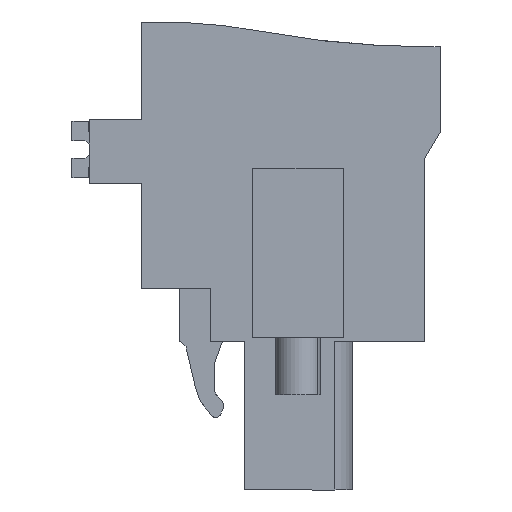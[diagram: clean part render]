
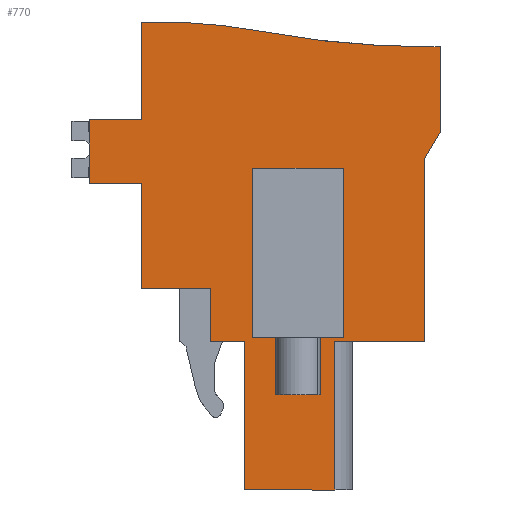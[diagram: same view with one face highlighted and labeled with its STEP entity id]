
A CAD part, left-side view. The second image highlights one B-rep face of the part: STEP entity #770.
In plain terms, the highlighted planar face has unit normal (-1, 0, 0).
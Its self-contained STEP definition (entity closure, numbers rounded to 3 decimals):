
#612=AXIS2_PLACEMENT_3D('Plane Axis2P3D',#609,#610,#611) ;
#625=AXIS2_PLACEMENT_3D('Circle Axis2P3D',#623,#624,$) ;
#632=AXIS2_PLACEMENT_3D('Circle Axis2P3D',#630,#631,$) ;
#49=CARTESIAN_POINT('Vertex',(4.9,12.85,8.35)) ;
#52=CARTESIAN_POINT('Line Origine',(4.9,12.85,9.825)) ;
#56=CARTESIAN_POINT('Vertex',(4.9,12.85,11.3)) ;
#546=CARTESIAN_POINT('Vertex',(4.9,10.937,8.35)) ;
#549=CARTESIAN_POINT('Line Origine',(4.9,11.893,8.35)) ;
#609=CARTESIAN_POINT('Axis2P3D Location',(4.9,3.817,22.4)) ;
#614=CARTESIAN_POINT('Line Origine',(4.9,0.,22.459)) ;
#618=CARTESIAN_POINT('Vertex',(4.9,0.,20.059)) ;
#620=CARTESIAN_POINT('Vertex',(4.9,0.,24.859)) ;
#623=CARTESIAN_POINT('Axis2P3D Location',(4.9,0.92,72.85)) ;
#627=CARTESIAN_POINT('Vertex',(4.9,9.844,25.687)) ;
#630=CARTESIAN_POINT('Axis2P3D Location',(4.9,15.85,-6.057)) ;
#634=CARTESIAN_POINT('Vertex',(4.9,16.75,26.237)) ;
#637=CARTESIAN_POINT('Line Origine',(4.9,16.75,23.494)) ;
#641=CARTESIAN_POINT('Vertex',(4.9,16.75,20.75)) ;
#644=CARTESIAN_POINT('Line Origine',(4.9,18.2,20.75)) ;
#648=CARTESIAN_POINT('Vertex',(4.9,19.65,20.75)) ;
#651=CARTESIAN_POINT('Line Origine',(4.9,19.65,18.975)) ;
#655=CARTESIAN_POINT('Vertex',(4.9,19.65,17.2)) ;
#658=CARTESIAN_POINT('Line Origine',(4.9,18.2,17.2)) ;
#662=CARTESIAN_POINT('Vertex',(4.9,16.75,17.2)) ;
#665=CARTESIAN_POINT('Line Origine',(4.9,16.75,14.25)) ;
#669=CARTESIAN_POINT('Vertex',(4.9,16.75,11.3)) ;
#672=CARTESIAN_POINT('Line Origine',(4.9,14.8,11.3)) ;
#677=CARTESIAN_POINT('Line Origine',(4.9,10.937,4.175)) ;
#681=CARTESIAN_POINT('Vertex',(4.9,10.937,0.)) ;
#684=CARTESIAN_POINT('Line Origine',(4.9,8.414,0.)) ;
#688=CARTESIAN_POINT('Vertex',(4.9,5.891,0.)) ;
#691=CARTESIAN_POINT('Line Origine',(4.9,5.891,4.175)) ;
#695=CARTESIAN_POINT('Vertex',(4.9,5.891,8.35)) ;
#698=CARTESIAN_POINT('Line Origine',(4.9,3.396,8.35)) ;
#702=CARTESIAN_POINT('Vertex',(4.9,0.9,8.35)) ;
#705=CARTESIAN_POINT('Line Origine',(4.9,0.9,13.425)) ;
#709=CARTESIAN_POINT('Vertex',(4.9,0.9,18.5)) ;
#712=CARTESIAN_POINT('Line Origine',(4.9,0.45,19.279)) ;
#736=CARTESIAN_POINT('Line Origine',(4.9,7.964,8.55)) ;
#740=CARTESIAN_POINT('Vertex',(4.9,10.514,8.55)) ;
#742=CARTESIAN_POINT('Vertex',(4.9,5.414,8.55)) ;
#745=CARTESIAN_POINT('Line Origine',(4.9,10.514,13.3)) ;
#749=CARTESIAN_POINT('Vertex',(4.9,10.514,18.05)) ;
#752=CARTESIAN_POINT('Line Origine',(4.9,7.964,18.05)) ;
#756=CARTESIAN_POINT('Vertex',(4.9,5.414,18.05)) ;
#759=CARTESIAN_POINT('Line Origine',(4.9,5.414,13.3)) ;
#53=DIRECTION('Vector Direction',(0.,0.,1.)) ;
#550=DIRECTION('Vector Direction',(0.,1.,0.)) ;
#610=DIRECTION('Axis2P3D Direction',(1.,0.,0.)) ;
#611=DIRECTION('Axis2P3D XDirection',(0.,1.,0.)) ;
#615=DIRECTION('Vector Direction',(0.,0.,1.)) ;
#624=DIRECTION('Axis2P3D Direction',(1.,0.,0.)) ;
#631=DIRECTION('Axis2P3D Direction',(1.,0.,0.)) ;
#638=DIRECTION('Vector Direction',(0.,0.,1.)) ;
#645=DIRECTION('Vector Direction',(0.,-1.,0.)) ;
#652=DIRECTION('Vector Direction',(0.,0.,1.)) ;
#659=DIRECTION('Vector Direction',(0.,1.,0.)) ;
#666=DIRECTION('Vector Direction',(0.,0.,1.)) ;
#673=DIRECTION('Vector Direction',(0.,-1.,0.)) ;
#678=DIRECTION('Vector Direction',(0.,0.,-1.)) ;
#685=DIRECTION('Vector Direction',(0.,-1.,0.)) ;
#692=DIRECTION('Vector Direction',(0.,0.,-1.)) ;
#699=DIRECTION('Vector Direction',(0.,1.,0.)) ;
#706=DIRECTION('Vector Direction',(0.,0.,-1.)) ;
#713=DIRECTION('Vector Direction',(0.,-0.5,0.866)) ;
#737=DIRECTION('Vector Direction',(0.,-1.,0.)) ;
#746=DIRECTION('Vector Direction',(0.,0.,-1.)) ;
#753=DIRECTION('Vector Direction',(0.,-1.,0.)) ;
#760=DIRECTION('Vector Direction',(0.,0.,-1.)) ;
#54=VECTOR('Line Direction',#53,1.) ;
#551=VECTOR('Line Direction',#550,1.) ;
#616=VECTOR('Line Direction',#615,1.) ;
#639=VECTOR('Line Direction',#638,1.) ;
#646=VECTOR('Line Direction',#645,1.) ;
#653=VECTOR('Line Direction',#652,1.) ;
#660=VECTOR('Line Direction',#659,1.) ;
#667=VECTOR('Line Direction',#666,1.) ;
#674=VECTOR('Line Direction',#673,1.) ;
#679=VECTOR('Line Direction',#678,1.) ;
#686=VECTOR('Line Direction',#685,1.) ;
#693=VECTOR('Line Direction',#692,1.) ;
#700=VECTOR('Line Direction',#699,1.) ;
#707=VECTOR('Line Direction',#706,1.) ;
#714=VECTOR('Line Direction',#713,1.) ;
#738=VECTOR('Line Direction',#737,1.) ;
#747=VECTOR('Line Direction',#746,1.) ;
#754=VECTOR('Line Direction',#753,1.) ;
#761=VECTOR('Line Direction',#760,1.) ;
#718=ORIENTED_EDGE('',*,*,#622,.T.) ;
#719=ORIENTED_EDGE('',*,*,#629,.T.) ;
#720=ORIENTED_EDGE('',*,*,#636,.F.) ;
#721=ORIENTED_EDGE('',*,*,#643,.F.) ;
#722=ORIENTED_EDGE('',*,*,#650,.F.) ;
#723=ORIENTED_EDGE('',*,*,#657,.F.) ;
#724=ORIENTED_EDGE('',*,*,#664,.F.) ;
#725=ORIENTED_EDGE('',*,*,#671,.F.) ;
#726=ORIENTED_EDGE('',*,*,#676,.T.) ;
#727=ORIENTED_EDGE('',*,*,#58,.F.) ;
#728=ORIENTED_EDGE('',*,*,#553,.F.) ;
#729=ORIENTED_EDGE('',*,*,#683,.T.) ;
#730=ORIENTED_EDGE('',*,*,#690,.T.) ;
#731=ORIENTED_EDGE('',*,*,#697,.F.) ;
#732=ORIENTED_EDGE('',*,*,#704,.F.) ;
#733=ORIENTED_EDGE('',*,*,#711,.F.) ;
#734=ORIENTED_EDGE('',*,*,#716,.T.) ;
#765=ORIENTED_EDGE('',*,*,#744,.F.) ;
#766=ORIENTED_EDGE('',*,*,#751,.F.) ;
#767=ORIENTED_EDGE('',*,*,#758,.F.) ;
#768=ORIENTED_EDGE('',*,*,#763,.T.) ;
#769=FACE_BOUND('',#764,.T.) ;
#770=ADVANCED_FACE('HOUSING',(#735,#769),#613,.F.) ;
#626=CIRCLE('generated circle',#625,48.) ;
#633=CIRCLE('generated circle',#632,32.307) ;
#58=EDGE_CURVE('',#50,#57,#55,.T.) ;
#553=EDGE_CURVE('',#547,#50,#552,.T.) ;
#622=EDGE_CURVE('',#619,#621,#617,.T.) ;
#629=EDGE_CURVE('',#621,#628,#626,.T.) ;
#636=EDGE_CURVE('',#635,#628,#633,.T.) ;
#643=EDGE_CURVE('',#642,#635,#640,.T.) ;
#650=EDGE_CURVE('',#649,#642,#647,.T.) ;
#657=EDGE_CURVE('',#656,#649,#654,.T.) ;
#664=EDGE_CURVE('',#663,#656,#661,.T.) ;
#671=EDGE_CURVE('',#670,#663,#668,.T.) ;
#676=EDGE_CURVE('',#670,#57,#675,.T.) ;
#683=EDGE_CURVE('',#547,#682,#680,.T.) ;
#690=EDGE_CURVE('',#682,#689,#687,.T.) ;
#697=EDGE_CURVE('',#696,#689,#694,.T.) ;
#704=EDGE_CURVE('',#703,#696,#701,.T.) ;
#711=EDGE_CURVE('',#710,#703,#708,.T.) ;
#716=EDGE_CURVE('',#710,#619,#715,.T.) ;
#744=EDGE_CURVE('',#741,#743,#739,.T.) ;
#751=EDGE_CURVE('',#750,#741,#748,.T.) ;
#758=EDGE_CURVE('',#757,#750,#755,.F.) ;
#763=EDGE_CURVE('',#757,#743,#762,.T.) ;
#717=EDGE_LOOP('',(#718,#719,#720,#721,#722,#723,#724,#725,#726,#727,#728,#729,#730,#731,#732,#733,#734)) ;
#764=EDGE_LOOP('',(#765,#766,#767,#768)) ;
#735=FACE_OUTER_BOUND('',#717,.T.) ;
#55=LINE('Line',#52,#54) ;
#552=LINE('Line',#549,#551) ;
#617=LINE('Line',#614,#616) ;
#640=LINE('Line',#637,#639) ;
#647=LINE('Line',#644,#646) ;
#654=LINE('Line',#651,#653) ;
#661=LINE('Line',#658,#660) ;
#668=LINE('Line',#665,#667) ;
#675=LINE('Line',#672,#674) ;
#680=LINE('Line',#677,#679) ;
#687=LINE('Line',#684,#686) ;
#694=LINE('Line',#691,#693) ;
#701=LINE('Line',#698,#700) ;
#708=LINE('Line',#705,#707) ;
#715=LINE('Line',#712,#714) ;
#739=LINE('Line',#736,#738) ;
#748=LINE('Line',#745,#747) ;
#755=LINE('Line',#752,#754) ;
#762=LINE('Line',#759,#761) ;
#613=PLANE('',#612) ;
#50=VERTEX_POINT('',#49) ;
#57=VERTEX_POINT('',#56) ;
#547=VERTEX_POINT('',#546) ;
#619=VERTEX_POINT('',#618) ;
#621=VERTEX_POINT('',#620) ;
#628=VERTEX_POINT('',#627) ;
#635=VERTEX_POINT('',#634) ;
#642=VERTEX_POINT('',#641) ;
#649=VERTEX_POINT('',#648) ;
#656=VERTEX_POINT('',#655) ;
#663=VERTEX_POINT('',#662) ;
#670=VERTEX_POINT('',#669) ;
#682=VERTEX_POINT('',#681) ;
#689=VERTEX_POINT('',#688) ;
#696=VERTEX_POINT('',#695) ;
#703=VERTEX_POINT('',#702) ;
#710=VERTEX_POINT('',#709) ;
#741=VERTEX_POINT('',#740) ;
#743=VERTEX_POINT('',#742) ;
#750=VERTEX_POINT('',#749) ;
#757=VERTEX_POINT('',#756) ;
